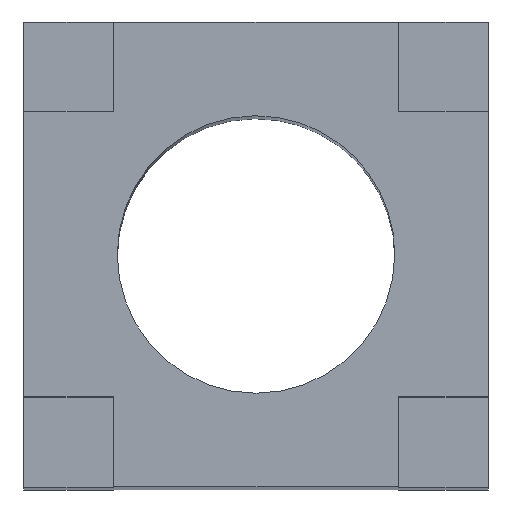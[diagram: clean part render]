
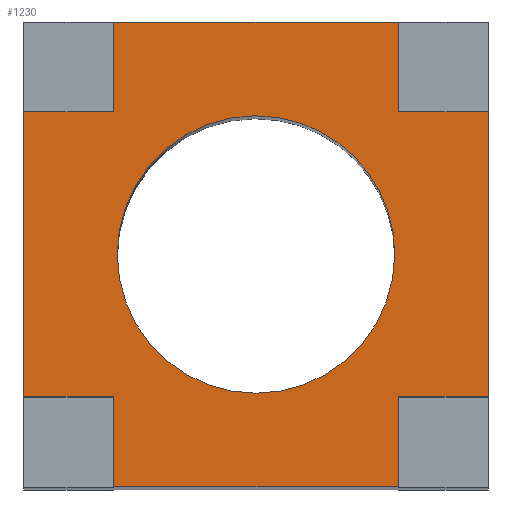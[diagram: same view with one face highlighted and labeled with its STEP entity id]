
A CAD part, top view. The second image highlights one B-rep face of the part: STEP entity #1230.
In plain terms, the highlighted planar face has unit normal (0, 0, 1).
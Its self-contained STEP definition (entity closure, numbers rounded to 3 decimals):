
#10=CARTESIAN_POINT('',(0.,0.,-30.));
#20=DIRECTION('',(0.,0.,1.));
#30=DIRECTION('',(1.,0.,0.));
#40=AXIS2_PLACEMENT_3D('',#10,#20,#30);
#50=PLANE('',#40);
#60=CARTESIAN_POINT('',(155.,155.,-30.));
#70=DIRECTION('',(0.,0.,1.));
#80=DIRECTION('',(1.,0.,0.));
#90=AXIS2_PLACEMENT_3D('',#60,#70,#80);
#100=CIRCLE('',#90,92.5);
#110=CARTESIAN_POINT('',(170.,246.276,-30.));
#120=VERTEX_POINT('',#110);
#130=CARTESIAN_POINT('',(62.5,155.,-30.));
#140=VERTEX_POINT('',#130);
#150=EDGE_CURVE('',#120,#140,#100,.T.);
#160=ORIENTED_EDGE('',*,*,#150,.F.);
#170=CARTESIAN_POINT('',(247.5,155.,-30.));
#180=VERTEX_POINT('',#170);
#190=EDGE_CURVE('',#140,#180,#100,.T.);
#200=ORIENTED_EDGE('',*,*,#190,.F.);
#210=EDGE_CURVE('',#180,#120,#100,.T.);
#220=ORIENTED_EDGE('',*,*,#210,.F.);
#230=EDGE_LOOP('',(#220,#200,#160));
#240=FACE_BOUND('',#230,.T.);
#250=CARTESIAN_POINT('',(250.,0.,-30.));
#260=DIRECTION('',(0.,-1.,0.));
#270=VECTOR('',#260,1.);
#280=LINE('',#250,#270);
#290=CARTESIAN_POINT('',(250.,310.,-30.));
#300=VERTEX_POINT('',#290);
#310=CARTESIAN_POINT('',(250.,250.,-30.));
#320=VERTEX_POINT('',#310);
#330=EDGE_CURVE('',#300,#320,#280,.T.);
#340=ORIENTED_EDGE('',*,*,#330,.F.);
#350=CARTESIAN_POINT('',(0.,250.,-30.));
#360=DIRECTION('',(1.,0.,0.));
#370=VECTOR('',#360,1.);
#380=LINE('',#350,#370);
#390=CARTESIAN_POINT('',(310.,250.,-30.));
#400=VERTEX_POINT('',#390);
#410=EDGE_CURVE('',#320,#400,#380,.T.);
#420=ORIENTED_EDGE('',*,*,#410,.F.);
#430=CARTESIAN_POINT('',(310.,0.,-30.));
#440=DIRECTION('',(0.,-1.,0.));
#450=VECTOR('',#440,1.);
#460=LINE('',#430,#450);
#470=CARTESIAN_POINT('',(310.,60.,-30.));
#480=VERTEX_POINT('',#470);
#490=EDGE_CURVE('',#400,#480,#460,.T.);
#500=ORIENTED_EDGE('',*,*,#490,.F.);
#510=CARTESIAN_POINT('',(0.,60.,-30.));
#520=DIRECTION('',(-1.,0.,0.));
#530=VECTOR('',#520,1.);
#540=LINE('',#510,#530);
#550=CARTESIAN_POINT('',(250.,60.,-30.));
#560=VERTEX_POINT('',#550);
#570=EDGE_CURVE('',#480,#560,#540,.T.);
#580=ORIENTED_EDGE('',*,*,#570,.F.);
#590=CARTESIAN_POINT('',(250.,0.,-30.));
#600=DIRECTION('',(0.,-1.,0.));
#610=VECTOR('',#600,1.);
#620=LINE('',#590,#610);
#630=CARTESIAN_POINT('',(250.,0.,-30.));
#640=VERTEX_POINT('',#630);
#650=EDGE_CURVE('',#560,#640,#620,.T.);
#660=ORIENTED_EDGE('',*,*,#650,.F.);
#670=CARTESIAN_POINT('',(0.,0.,-30.));
#680=DIRECTION('',(-1.,0.,0.));
#690=VECTOR('',#680,1.);
#700=LINE('',#670,#690);
#710=CARTESIAN_POINT('',(60.,0.,-30.));
#720=VERTEX_POINT('',#710);
#730=EDGE_CURVE('',#640,#720,#700,.T.);
#740=ORIENTED_EDGE('',*,*,#730,.F.);
#750=CARTESIAN_POINT('',(60.,0.,-30.));
#760=DIRECTION('',(0.,1.,0.));
#770=VECTOR('',#760,1.);
#780=LINE('',#750,#770);
#790=CARTESIAN_POINT('',(60.,60.,-30.));
#800=VERTEX_POINT('',#790);
#810=EDGE_CURVE('',#720,#800,#780,.T.);
#820=ORIENTED_EDGE('',*,*,#810,.F.);
#830=CARTESIAN_POINT('',(0.,60.,-30.));
#840=DIRECTION('',(-1.,0.,0.));
#850=VECTOR('',#840,1.);
#860=LINE('',#830,#850);
#870=CARTESIAN_POINT('',(0.,60.,-30.));
#880=VERTEX_POINT('',#870);
#890=EDGE_CURVE('',#800,#880,#860,.T.);
#900=ORIENTED_EDGE('',*,*,#890,.F.);
#910=CARTESIAN_POINT('',(0.,0.,-30.));
#920=DIRECTION('',(0.,1.,0.));
#930=VECTOR('',#920,1.);
#940=LINE('',#910,#930);
#950=CARTESIAN_POINT('',(0.,250.,-30.));
#960=VERTEX_POINT('',#950);
#970=EDGE_CURVE('',#880,#960,#940,.T.);
#980=ORIENTED_EDGE('',*,*,#970,.F.);
#990=CARTESIAN_POINT('',(0.,250.,-30.));
#1000=DIRECTION('',(1.,0.,0.));
#1010=VECTOR('',#1000,1.);
#1020=LINE('',#990,#1010);
#1030=CARTESIAN_POINT('',(60.,250.,-30.));
#1040=VERTEX_POINT('',#1030);
#1050=EDGE_CURVE('',#960,#1040,#1020,.T.);
#1060=ORIENTED_EDGE('',*,*,#1050,.F.);
#1070=CARTESIAN_POINT('',(60.,0.,-30.));
#1080=DIRECTION('',(0.,1.,0.));
#1090=VECTOR('',#1080,1.);
#1100=LINE('',#1070,#1090);
#1110=CARTESIAN_POINT('',(60.,310.,-30.));
#1120=VERTEX_POINT('',#1110);
#1130=EDGE_CURVE('',#1040,#1120,#1100,.T.);
#1140=ORIENTED_EDGE('',*,*,#1130,.F.);
#1150=CARTESIAN_POINT('',(0.,310.,-30.));
#1160=DIRECTION('',(1.,0.,0.));
#1170=VECTOR('',#1160,1.);
#1180=LINE('',#1150,#1170);
#1190=EDGE_CURVE('',#1120,#300,#1180,.T.);
#1200=ORIENTED_EDGE('',*,*,#1190,.F.);
#1210=EDGE_LOOP('',(#1200,#1140,#1060,#980,#900,#820,#740,#660,#580,#500
,#420,#340));
#1220=FACE_OUTER_BOUND('',#1210,.T.);
#1230=ADVANCED_FACE('',(#240,#1220),#50,.T.);
